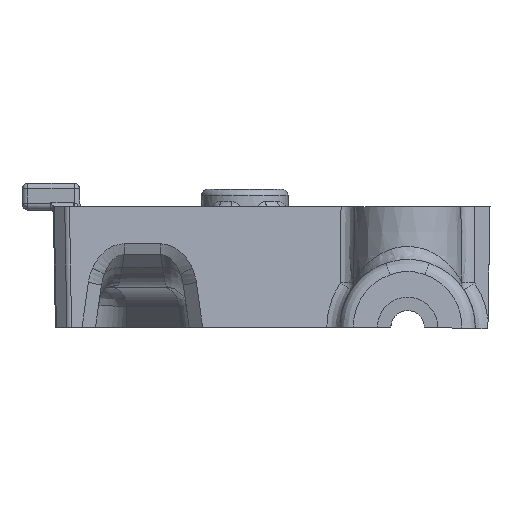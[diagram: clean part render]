
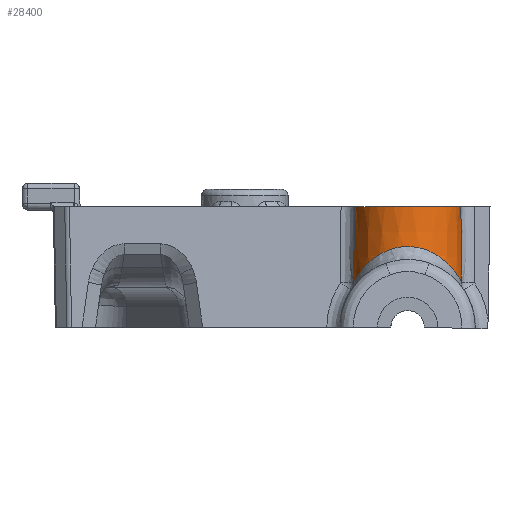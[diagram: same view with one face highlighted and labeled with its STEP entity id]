
A CAD part, front view. The second image highlights one B-rep face of the part: STEP entity #28400.
In plain terms, the highlighted conical face has half-angle 1 degrees and reference radius 4 mm.
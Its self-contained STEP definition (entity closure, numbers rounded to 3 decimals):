
#268 = CARTESIAN_POINT ( 'NONE',  ( 4.023, -22.722, 4.043 ) ) ;
#486 = CARTESIAN_POINT ( 'NONE',  ( -4.02, -22.683, 4.587 ) ) ;
#543 = CARTESIAN_POINT ( 'NONE',  ( 4.025, -22.769, 3.378 ) ) ;
#1276 = CARTESIAN_POINT ( 'NONE',  ( -1.74, -25.675, 5.639 ) ) ;
#1383 = CARTESIAN_POINT ( 'NONE',  ( 2.864, -24.903, 4.876 ) ) ;
#2876 = CARTESIAN_POINT ( 'NONE',  ( 4.015, -22.628, 5.373 ) ) ;
#3146 = AXIS2_PLACEMENT_3D ( 'NONE', #23737, #9913, #26061 ) ;
#3274 = AXIS2_PLACEMENT_3D ( 'NONE', #17375, #19601, #26617 ) ;
#3514 = EDGE_CURVE ( 'NONE', #25437, #12290, #29313, .T. ) ;
#3619 = CARTESIAN_POINT ( 'NONE',  ( -1.036, -25.928, 5.902 ) ) ;
#3712 = CARTESIAN_POINT ( 'NONE',  ( 3.297, -24.413, 4.433 ) ) ;
#5203 = EDGE_CURVE ( 'NONE', #20700, #18997, #15861, .T. ) ;
#5215 = CARTESIAN_POINT ( 'NONE',  ( 3.996, -22.457, 7.791 ) ) ;
#5954 = CARTESIAN_POINT ( 'NONE',  ( -0.265, -26.052, 6.032 ) ) ;
#6061 = CARTESIAN_POINT ( 'NONE',  ( 3.646, -23.861, 3.989 ) ) ;
#6180 = CARTESIAN_POINT ( 'NONE',  ( -4.025, -22.769, 3.378 ) ) ;
#8184 = CARTESIAN_POINT ( 'NONE',  ( -3.744, -23.661, 3.845 ) ) ;
#8289 = CARTESIAN_POINT ( 'NONE',  ( 0.52, -26.027, 6.006 ) ) ;
#8393 = CARTESIAN_POINT ( 'NONE',  ( 3.909, -23.24, 3.585 ) ) ;
#9663 = ORIENTED_EDGE ( 'NONE', *, *, #3514, .T. ) ;
#9913 = DIRECTION ( 'NONE',  ( 0., 0., 1. ) ) ;
#10395 = CARTESIAN_POINT ( 'NONE',  ( -3.976, -23.016, 3.467 ) ) ;
#10487 = CARTESIAN_POINT ( 'NONE',  ( -3.31, -24.424, 4.43 ) ) ;
#10582 = CARTESIAN_POINT ( 'NONE',  ( 1.272, -25.859, 5.829 ) ) ;
#10687 = CARTESIAN_POINT ( 'NONE',  ( 4.025, -22.769, 3.378 ) ) ;
#12021 = CARTESIAN_POINT ( 'NONE',  ( -3.983, -22.372, 9. ) ) ;
#12290 = VERTEX_POINT ( 'NONE', #6180 ) ;
#12316 = CIRCLE ( 'NONE', #3146, 4. ) ;
#12724 = CARTESIAN_POINT ( 'NONE',  ( -4.025, -22.769, 3.378 ) ) ;
#12822 = CARTESIAN_POINT ( 'NONE',  ( -2.532, -25.19, 5.151 ) ) ;
#12919 = CARTESIAN_POINT ( 'NONE',  ( 1.948, -25.57, 5.531 ) ) ;
#14352 = CARTESIAN_POINT ( 'NONE',  ( -4.013, -22.598, 5.796 ) ) ;
#15163 = CARTESIAN_POINT ( 'NONE',  ( -1.952, -25.568, 5.529 ) ) ;
#15268 = CARTESIAN_POINT ( 'NONE',  ( 2.526, -25.195, 5.156 ) ) ;
#15861 = B_SPLINE_CURVE_WITH_KNOTS ( 'NONE', 3,
 ( #543, #268, #28257, #2876, #19108, #5215, #21400 ),
 .UNSPECIFIED., .F., .F.,
 ( 4, 3, 4 ),
 ( 0., 0.002, 0.006 ),
 .UNSPECIFIED. ) ;
#16499 = EDGE_LOOP ( 'NONE', ( #24661, #17644, #26134, #9663 ) ) ;
#16606 = CARTESIAN_POINT ( 'NONE',  ( -3.996, -22.466, 7.67 ) ) ;
#16705 = CARTESIAN_POINT ( 'NONE',  ( -4.025, -22.769, 3.378 ) ) ;
#16773 = CONICAL_SURFACE ( 'NONE', #3274, 4., 0.017 ) ;
#17375 = CARTESIAN_POINT ( 'NONE',  ( 0., -22., 9. ) ) ;
#17510 = CARTESIAN_POINT ( 'NONE',  ( -1.278, -25.857, 5.827 ) ) ;
#17599 = CARTESIAN_POINT ( 'NONE',  ( 3.018, -24.746, 4.729 ) ) ;
#17644 = ORIENTED_EDGE ( 'NONE', *, *, #5203, .T. ) ;
#18697 = CARTESIAN_POINT ( 'NONE',  ( -3.983, -22.372, 9. ) ) ;
#18997 = VERTEX_POINT ( 'NONE', #23584 ) ;
#19108 = CARTESIAN_POINT ( 'NONE',  ( 4.007, -22.542, 6.582 ) ) ;
#19397 = EDGE_CURVE ( 'NONE', #25437, #18997, #12316, .T. ) ;
#19541 = EDGE_CURVE ( 'NONE', #12290, #20700, #21930, .T. ) ;
#19601 = DIRECTION ( 'NONE',  ( 0., 0., -1. ) ) ;
#19841 = CARTESIAN_POINT ( 'NONE',  ( -0.532, -26.025, 6.005 ) ) ;
#19940 = CARTESIAN_POINT ( 'NONE',  ( 3.422, -24.237, 4.283 ) ) ;
#20700 = VERTEX_POINT ( 'NONE', #21830 ) ;
#21400 = CARTESIAN_POINT ( 'NONE',  ( 3.983, -22.372, 9. ) ) ;
#21830 = CARTESIAN_POINT ( 'NONE',  ( 4.025, -22.769, 3.378 ) ) ;
#21930 = B_SPLINE_CURVE_WITH_KNOTS ( 'NONE', 3,
 ( #12724, #10395, #22023, #8184, #24321, #10487, #26652, #12822, #29018, #15163, #1276, #17510, #3619, #19841, #5954, #22116, #8289, #24413, #10582, #26748, #12919, #29117, #15268, #1383, #17599, #3712, #19940, #6061, #22216, #8393, #24520, #10687 ),
 .UNSPECIFIED., .F., .F.,
 ( 4, 2, 2, 2, 2, 2, 2, 2, 2, 2, 2, 2, 2, 2, 2, 4 ),
 ( 0., 0.001, 0.002, 0.003, 0.004, 0.005, 0.005, 0.006, 0.007, 0.008, 0.009, 0.009, 0.01, 0.011, 0.012, 0.013 ),
 .UNSPECIFIED. ) ;
#22023 = CARTESIAN_POINT ( 'NONE',  ( -3.909, -23.24, 3.585 ) ) ;
#22116 = CARTESIAN_POINT ( 'NONE',  ( 0.258, -26.052, 6.033 ) ) ;
#22216 = CARTESIAN_POINT ( 'NONE',  ( 3.744, -23.662, 3.845 ) ) ;
#23584 = CARTESIAN_POINT ( 'NONE',  ( 3.983, -22.372, 9. ) ) ;
#23607 = FACE_OUTER_BOUND ( 'NONE', #16499, .T. ) ;
#23737 = CARTESIAN_POINT ( 'NONE',  ( 0., -22., 9. ) ) ;
#24321 = CARTESIAN_POINT ( 'NONE',  ( -3.647, -23.86, 3.988 ) ) ;
#24413 = CARTESIAN_POINT ( 'NONE',  ( 1.031, -25.929, 5.903 ) ) ;
#24520 = CARTESIAN_POINT ( 'NONE',  ( 3.976, -23.016, 3.467 ) ) ;
#24661 = ORIENTED_EDGE ( 'NONE', *, *, #19541, .T. ) ;
#25437 = VERTEX_POINT ( 'NONE', #18697 ) ;
#25758 = CARTESIAN_POINT ( 'NONE',  ( -3.99, -22.419, 8.335 ) ) ;
#26061 = DIRECTION ( 'NONE',  ( 1., 0., 0. ) ) ;
#26134 = ORIENTED_EDGE ( 'NONE', *, *, #19397, .F. ) ;
#26617 = DIRECTION ( 'NONE',  ( 1., 0., 0. ) ) ;
#26652 = CARTESIAN_POINT ( 'NONE',  ( -3.037, -24.752, 4.731 ) ) ;
#26748 = CARTESIAN_POINT ( 'NONE',  ( 1.731, -25.679, 5.643 ) ) ;
#28191 = CARTESIAN_POINT ( 'NONE',  ( -4.002, -22.512, 7.005 ) ) ;
#28257 = CARTESIAN_POINT ( 'NONE',  ( 4.019, -22.675, 4.708 ) ) ;
#28400 = ADVANCED_FACE ( 'NONE', ( #23607 ), #16773, .T. ) ;
#29018 = CARTESIAN_POINT ( 'NONE',  ( -2.348, -25.326, 5.285 ) ) ;
#29117 = CARTESIAN_POINT ( 'NONE',  ( 2.344, -25.329, 5.288 ) ) ;
#29313 = B_SPLINE_CURVE_WITH_KNOTS ( 'NONE', 3,
 ( #12021, #25758, #16606, #28191, #14352, #486, #16705 ),
 .UNSPECIFIED., .F., .F.,
 ( 4, 3, 4 ),
 ( 0., 0.002, 0.006 ),
 .UNSPECIFIED. ) ;
